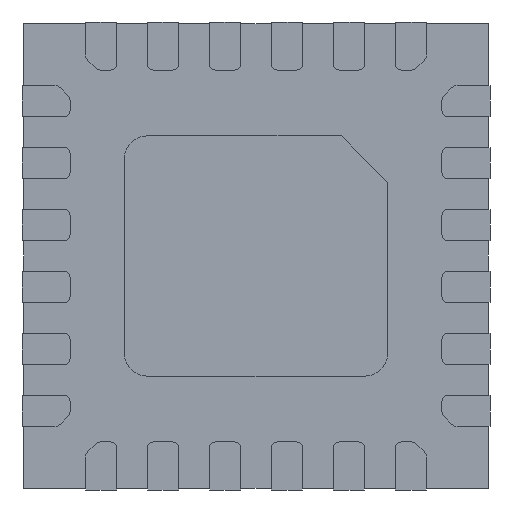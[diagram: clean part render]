
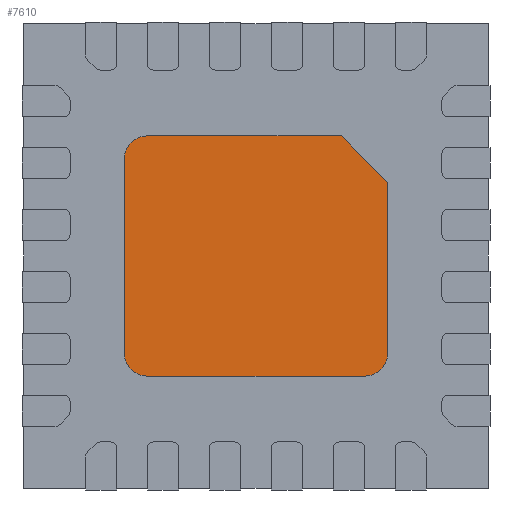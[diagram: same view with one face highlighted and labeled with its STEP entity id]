
A CAD part, front view. The second image highlights one B-rep face of the part: STEP entity #7610.
In plain terms, the highlighted planar face has unit normal (0, -1, 0).
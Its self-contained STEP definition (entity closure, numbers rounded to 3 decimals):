
#278 = ORIENTED_EDGE ( 'NONE', *, *, #1203, .F. ) ;
#295 = EDGE_LOOP ( 'NONE', ( #14059, #9541, #375, #9622, #8012, #278, #4363, #1447 ) ) ;
#375 = ORIENTED_EDGE ( 'NONE', *, *, #14358, .F. ) ;
#694 = CARTESIAN_POINT ( 'NONE',  ( 0.55, -0.05, 0.775 ) ) ;
#804 = DIRECTION ( 'NONE',  ( 0., 1., 0. ) ) ;
#1196 = FACE_OUTER_BOUND ( 'NONE', #295, .T. ) ;
#1203 = EDGE_CURVE ( 'NONE', #12744, #6837, #15104, .T. ) ;
#1242 = CARTESIAN_POINT ( 'NONE',  ( 0.55, -0.05, 0.775 ) ) ;
#1447 = ORIENTED_EDGE ( 'NONE', *, *, #4549, .F. ) ;
#1860 = CARTESIAN_POINT ( 'NONE',  ( -0.85, -0.05, -0.625 ) ) ;
#2150 = CARTESIAN_POINT ( 'NONE',  ( -0.7, -0.05, -0.775 ) ) ;
#2582 = EDGE_CURVE ( 'NONE', #8946, #5985, #10372, .T. ) ;
#2909 = EDGE_CURVE ( 'NONE', #6837, #5157, #4628, .T. ) ;
#3058 = CARTESIAN_POINT ( 'NONE',  ( 0.85, -0.05, 0.475 ) ) ;
#3213 = CARTESIAN_POINT ( 'NONE',  ( -0.85, -0.05, 0.625 ) ) ;
#3379 = DIRECTION ( 'NONE',  ( 0., 0., 1. ) ) ;
#3386 = CARTESIAN_POINT ( 'NONE',  ( -0.85, -0.05, 0.625 ) ) ;
#3773 = DIRECTION ( 'NONE',  ( 0., -1., 0. ) ) ;
#3818 = AXIS2_PLACEMENT_3D ( 'NONE', #15279, #5688, #5831 ) ;
#4198 = CARTESIAN_POINT ( 'NONE',  ( 0.85, -0.05, 0.475 ) ) ;
#4362 = CIRCLE ( 'NONE', #11638, 0.15 ) ;
#4363 = ORIENTED_EDGE ( 'NONE', *, *, #5914, .F. ) ;
#4403 = EDGE_CURVE ( 'NONE', #11682, #8946, #13873, .T. ) ;
#4480 = CARTESIAN_POINT ( 'NONE',  ( 0.7, -0.05, -0.775 ) ) ;
#4549 = EDGE_CURVE ( 'NONE', #5985, #8637, #12109, .T. ) ;
#4628 = LINE ( 'NONE', #3213, #9761 ) ;
#5157 = VERTEX_POINT ( 'NONE', #3386 ) ;
#5688 = DIRECTION ( 'NONE',  ( 0., 1., 0. ) ) ;
#5720 = CARTESIAN_POINT ( 'NONE',  ( -0.7, -0.05, 0.625 ) ) ;
#5831 = DIRECTION ( 'NONE',  ( 0., 0., -1. ) ) ;
#5914 = EDGE_CURVE ( 'NONE', #8637, #12744, #10460, .T. ) ;
#5985 = VERTEX_POINT ( 'NONE', #7330 ) ;
#6837 = VERTEX_POINT ( 'NONE', #1860 ) ;
#7330 = CARTESIAN_POINT ( 'NONE',  ( 0.85, -0.05, -0.625 ) ) ;
#7401 = DIRECTION ( 'NONE',  ( 0., 0., -1. ) ) ;
#7610 = ADVANCED_FACE ( 'NONE', ( #1196 ), #14537, .T. ) ;
#7736 = VECTOR ( 'NONE', #13922, 1000. ) ;
#7768 = CARTESIAN_POINT ( 'NONE',  ( -0.7, -0.05, 0.775 ) ) ;
#8012 = ORIENTED_EDGE ( 'NONE', *, *, #2909, .F. ) ;
#8637 = VERTEX_POINT ( 'NONE', #4480 ) ;
#8672 = VECTOR ( 'NONE', #10574, 1000. ) ;
#8946 = VERTEX_POINT ( 'NONE', #3058 ) ;
#9093 = CARTESIAN_POINT ( 'NONE',  ( -0.7, -0.05, -0.625 ) ) ;
#9336 = DIRECTION ( 'NONE',  ( 0., 0., -1. ) ) ;
#9541 = ORIENTED_EDGE ( 'NONE', *, *, #4403, .F. ) ;
#9622 = ORIENTED_EDGE ( 'NONE', *, *, #9994, .F. ) ;
#9761 = VECTOR ( 'NONE', #3379, 1000. ) ;
#9994 = EDGE_CURVE ( 'NONE', #5157, #10171, #4362, .T. ) ;
#10171 = VERTEX_POINT ( 'NONE', #7768 ) ;
#10372 = LINE ( 'NONE', #14144, #7736 ) ;
#10460 = LINE ( 'NONE', #2150, #12082 ) ;
#10574 = DIRECTION ( 'NONE',  ( 1., 0., 0. ) ) ;
#11443 = LINE ( 'NONE', #694, #8672 ) ;
#11638 = AXIS2_PLACEMENT_3D ( 'NONE', #5720, #804, #12817 ) ;
#11682 = VERTEX_POINT ( 'NONE', #1242 ) ;
#12082 = VECTOR ( 'NONE', #12978, 1000. ) ;
#12109 = CIRCLE ( 'NONE', #3818, 0.15 ) ;
#12281 = CARTESIAN_POINT ( 'NONE',  ( 0., -0.05, 0. ) ) ;
#12614 = AXIS2_PLACEMENT_3D ( 'NONE', #9093, #12939, #9336 ) ;
#12744 = VERTEX_POINT ( 'NONE', #12786 ) ;
#12786 = CARTESIAN_POINT ( 'NONE',  ( -0.7, -0.05, -0.775 ) ) ;
#12817 = DIRECTION ( 'NONE',  ( 0., 0., -1. ) ) ;
#12856 = VECTOR ( 'NONE', #14963, 1000. ) ;
#12939 = DIRECTION ( 'NONE',  ( 0., 1., 0. ) ) ;
#12978 = DIRECTION ( 'NONE',  ( -1., 0., 0. ) ) ;
#13091 = AXIS2_PLACEMENT_3D ( 'NONE', #12281, #3773, #7401 ) ;
#13873 = LINE ( 'NONE', #4198, #12856 ) ;
#13922 = DIRECTION ( 'NONE',  ( 0., 0., -1. ) ) ;
#14059 = ORIENTED_EDGE ( 'NONE', *, *, #2582, .F. ) ;
#14144 = CARTESIAN_POINT ( 'NONE',  ( 0.85, -0.05, -0.625 ) ) ;
#14358 = EDGE_CURVE ( 'NONE', #10171, #11682, #11443, .T. ) ;
#14537 = PLANE ( 'NONE',  #13091 ) ;
#14963 = DIRECTION ( 'NONE',  ( 0.707, 0., -0.707 ) ) ;
#15104 = CIRCLE ( 'NONE', #12614, 0.15 ) ;
#15279 = CARTESIAN_POINT ( 'NONE',  ( 0.7, -0.05, -0.625 ) ) ;
